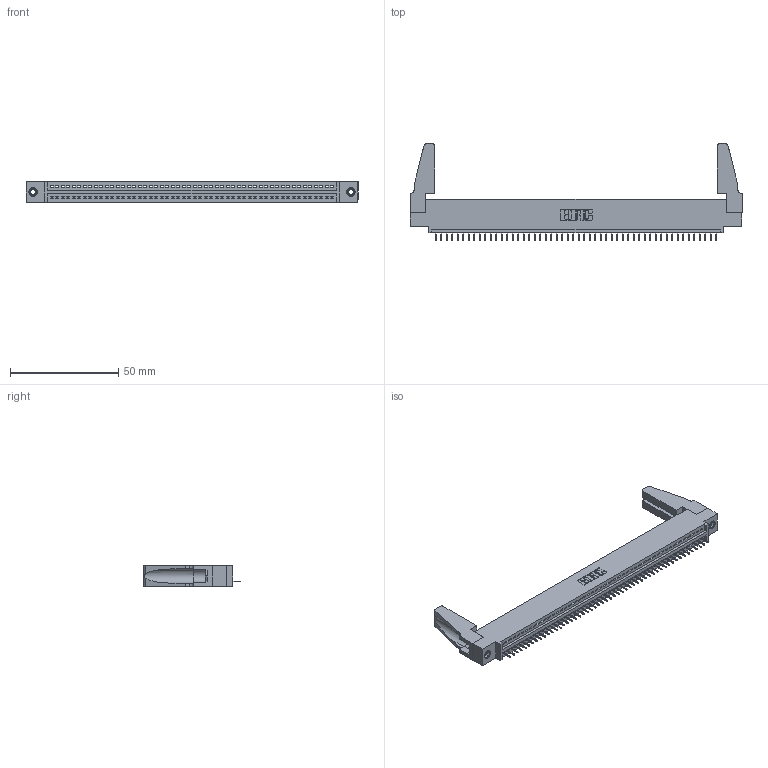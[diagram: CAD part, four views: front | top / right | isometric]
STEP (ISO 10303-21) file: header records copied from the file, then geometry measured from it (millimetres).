
FILE_DESCRIPTION (( 'STEP AP203' ), '1' );
FILE_NAME ('345-052-525-488.STEP', '2020-09-20T15:55:25', ( '' ), ( '' ), 'SwSTEP 2.0', 'SolidWorks 2020', '' );
FILE_SCHEMA (( 'CONFIG_CONTROL_DESIGN' ));
Length unit declared in the file: inch
Products named in the file (5): 345-052-525-488; 345-250-001_345-250-001-102; 345-292-001_345-293-125; 345 Part_0.110 Offset - 0.156 Dia-TH; 345-220-078_345-220-088
Assembly tree (57 placements, depth 2):
  345-052-525-488
    345 Part_0.110 Offset - 0.156 Dia-TH
    345-292-001_345-293-125  x52
    345-250-001_345-250-001-102  x2
    345-220-078_345-220-088  x2
Bounding box: 153.31 x 44.37 x 9.4 mm (x, y, z)
Volume: 17610.7 mm3; surface area: 21719.8 mm2
Topology: 57 solids, 57 shells, 3478 faces, 10027 edges, 6466 vertices
Faces by surface type: plane 2548, cylinder 914, cone 12, torus 4
Entity records: 40144 total; most frequent: CARTESIAN_POINT 6942, ORIENTED_EDGE 6888, DIRECTION 6056, EDGE_CURVE 3444, VECTOR 3066, LINE 3066, VERTEX_POINT 2286, AXIS2_PLACEMENT_3D 1495
